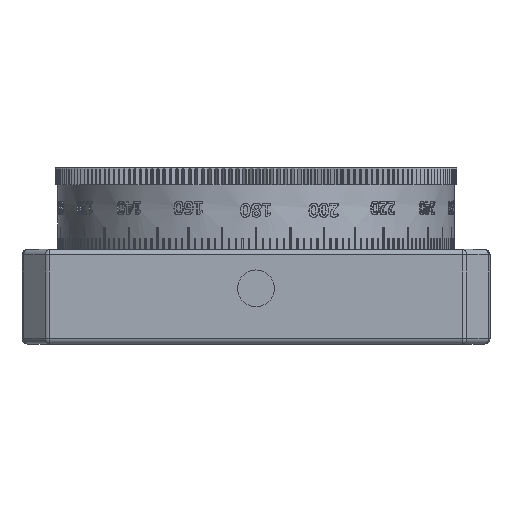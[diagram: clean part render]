
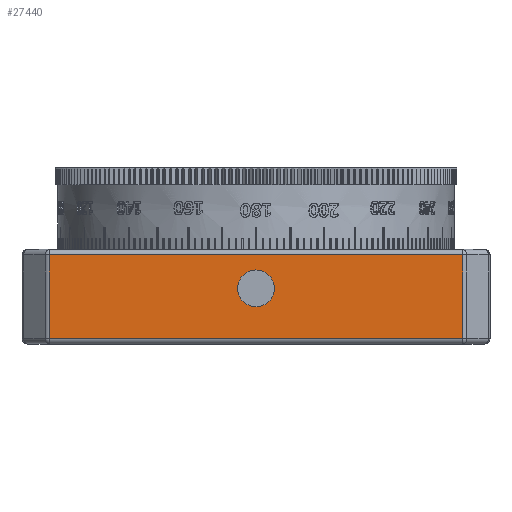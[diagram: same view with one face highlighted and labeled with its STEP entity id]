
A CAD part, front view. The second image highlights one B-rep face of the part: STEP entity #27440.
In plain terms, the highlighted planar face has unit normal (0, -1, 0).
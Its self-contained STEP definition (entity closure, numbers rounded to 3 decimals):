
#2692 = LINE ( 'NONE', #35991, #29162 ) ;
#5810 = LINE ( 'NONE', #87093, #40171 ) ;
#11668 = DIRECTION ( 'NONE',  ( 0., -1., 0. ) ) ;
#11982 = DIRECTION ( 'NONE',  ( 1., 0., 0. ) ) ;
#11986 = PLANE ( 'NONE',  #124359 ) ;
#12726 = EDGE_CURVE ( 'NONE', #97565, #25632, #2692, .T. ) ;
#13206 = DIRECTION ( 'NONE',  ( 0., 0., -1. ) ) ;
#13316 = LINE ( 'NONE', #14832, #115156 ) ;
#14296 = DIRECTION ( 'NONE',  ( 1., 0., 0. ) ) ;
#14832 = CARTESIAN_POINT ( 'NONE',  ( -23.47, -17.555, 3.75 ) ) ;
#15138 = DIRECTION ( 'NONE',  ( 0., 0., -1. ) ) ;
#15385 = CIRCLE ( 'NONE', #72164, 1.65 ) ;
#17949 = VERTEX_POINT ( 'NONE', #89248 ) ;
#19764 = VERTEX_POINT ( 'NONE', #80770 ) ;
#22345 = VERTEX_POINT ( 'NONE', #139358 ) ;
#24508 = CARTESIAN_POINT ( 'NONE',  ( 13.823, -17.555, -3.75 ) ) ;
#25632 = VERTEX_POINT ( 'NONE', #24508 ) ;
#27440 = ADVANCED_FACE ( 'NONE', ( #37535, #83199 ), #11986, .F. ) ;
#29162 = VECTOR ( 'NONE', #11982, 1000. ) ;
#30360 = VECTOR ( 'NONE', #143187, 1000. ) ;
#35572 = EDGE_CURVE ( 'NONE', #19764, #22345, #15385, .T. ) ;
#35991 = CARTESIAN_POINT ( 'NONE',  ( 9.28, -17.555, -3.75 ) ) ;
#36471 = ORIENTED_EDGE ( 'NONE', *, *, #145941, .T. ) ;
#37535 = FACE_BOUND ( 'NONE', #90891, .T. ) ;
#38827 = DIRECTION ( 'NONE',  ( -1., 0., 0. ) ) ;
#39470 = ORIENTED_EDGE ( 'NONE', *, *, #147387, .T. ) ;
#40171 = VECTOR ( 'NONE', #15138, 1000. ) ;
#47950 = ORIENTED_EDGE ( 'NONE', *, *, #152809, .F. ) ;
#57227 = CARTESIAN_POINT ( 'NONE',  ( -4.72, -17.555, 0.75 ) ) ;
#60631 = ORIENTED_EDGE ( 'NONE', *, *, #87936, .T. ) ;
#62667 = CARTESIAN_POINT ( 'NONE',  ( 13.823, -17.555, 4.25 ) ) ;
#67297 = EDGE_LOOP ( 'NONE', ( #39470, #95358, #36471, #60631 ) ) ;
#72164 = AXIS2_PLACEMENT_3D ( 'NONE', #143199, #11668, #13206 ) ;
#79419 = ORIENTED_EDGE ( 'NONE', *, *, #35572, .F. ) ;
#80770 = CARTESIAN_POINT ( 'NONE',  ( -4.72, -17.555, -0.9 ) ) ;
#83199 = FACE_OUTER_BOUND ( 'NONE', #67297, .T. ) ;
#83964 = DIRECTION ( 'NONE',  ( 0., 1., 0. ) ) ;
#84384 = LINE ( 'NONE', #62667, #30360 ) ;
#87093 = CARTESIAN_POINT ( 'NONE',  ( -23.263, -17.555, 4.25 ) ) ;
#87936 = EDGE_CURVE ( 'NONE', #17949, #103701, #13316, .T. ) ;
#89248 = CARTESIAN_POINT ( 'NONE',  ( 13.823, -17.555, 3.75 ) ) ;
#90891 = EDGE_LOOP ( 'NONE', ( #79419, #47950 ) ) ;
#95358 = ORIENTED_EDGE ( 'NONE', *, *, #12726, .T. ) ;
#97565 = VERTEX_POINT ( 'NONE', #99724 ) ;
#99724 = CARTESIAN_POINT ( 'NONE',  ( -23.263, -17.555, -3.75 ) ) ;
#103701 = VERTEX_POINT ( 'NONE', #151173 ) ;
#107928 = CARTESIAN_POINT ( 'NONE',  ( 9.28, -17.555, 4.25 ) ) ;
#115156 = VECTOR ( 'NONE', #38827, 1000. ) ;
#120556 = CIRCLE ( 'NONE', #127974, 1.65 ) ;
#124359 = AXIS2_PLACEMENT_3D ( 'NONE', #107928, #83964, #14296 ) ;
#127974 = AXIS2_PLACEMENT_3D ( 'NONE', #57227, #141542, #129923 ) ;
#129923 = DIRECTION ( 'NONE',  ( 0., 0., -1. ) ) ;
#139358 = CARTESIAN_POINT ( 'NONE',  ( -4.72, -17.555, 2.4 ) ) ;
#141542 = DIRECTION ( 'NONE',  ( 0., -1., 0. ) ) ;
#143187 = DIRECTION ( 'NONE',  ( 0., 0., 1. ) ) ;
#143199 = CARTESIAN_POINT ( 'NONE',  ( -4.72, -17.555, 0.75 ) ) ;
#145941 = EDGE_CURVE ( 'NONE', #25632, #17949, #84384, .T. ) ;
#147387 = EDGE_CURVE ( 'NONE', #103701, #97565, #5810, .T. ) ;
#151173 = CARTESIAN_POINT ( 'NONE',  ( -23.263, -17.555, 3.75 ) ) ;
#152809 = EDGE_CURVE ( 'NONE', #22345, #19764, #120556, .T. ) ;
